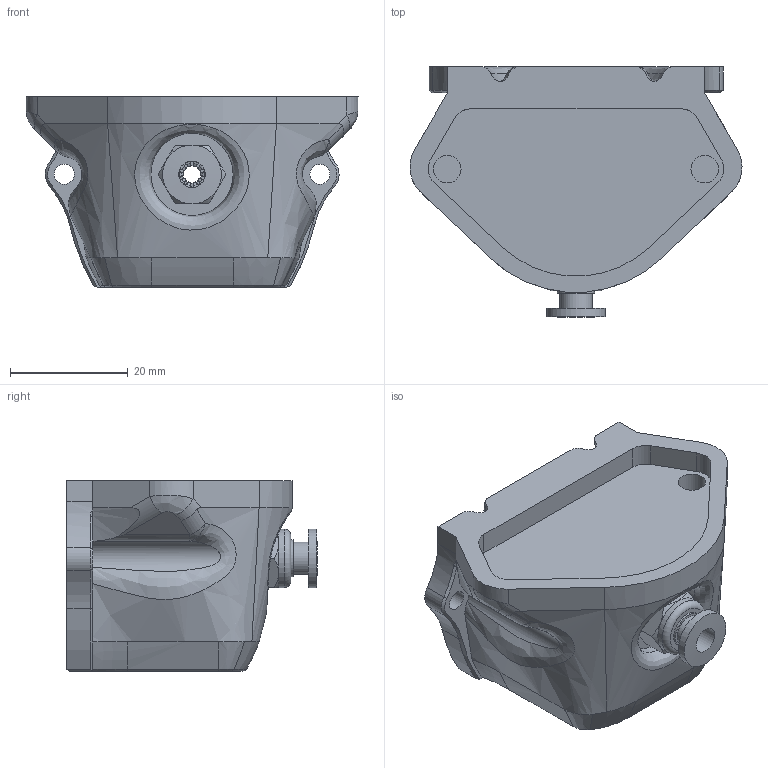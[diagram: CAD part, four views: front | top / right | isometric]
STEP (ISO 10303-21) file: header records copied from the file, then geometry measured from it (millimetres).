
FILE_DESCRIPTION(/* description */ ('STEP AP203'),/* implementation_level */ '2;1');
FILE_NAME(/* name */ '61eb3d3896b8a16d750bbd09',/* time_stamp */ '2022-01-21T23:09:45+00:00',/* author */ (''),/* organization */ (''),/* preprocessor_version */ 'ST-DEVELOPER v18.101',/* originating_system */ ' ',/* authorisation */ ' ');
FILE_SCHEMA (('CONFIG_CONTROL_DESIGN'));
Length unit declared in the file: metre
Products named in the file (8): LED_Bowden_Toolhead; M10-Bowden; logo_led_carrier; rgbw_led_module; logo_led_diffuser
Assembly tree (7 placements, depth 2):
  LED_Bowden_Toolhead
    M10-Bowden
    LED_Bowden_Toolhead
    M10-Bowden
    logo_led_carrier
    M10-Bowden
    rgbw_led_module
    logo_led_diffuser
Bounding box: 56.5 x 42.6 x 32.49 mm (x, y, z)
Volume: 35290.6 mm3; surface area: 13951.2 mm2
Topology: 7 solids, 7 shells, 570 faces, 1582 edges, 1041 vertices
Faces by surface type: plane 334, cylinder 121, bspline 50, cone 39, torus 24, sphere 2
Full cylindrical faces by diameter (mm): 3 x1, 3.4 x2, 3.8 x1, 4.4 x1, 4.5 x3, 4.7 x2, 5.5 x3, 6.3 x1, 8.526 x1, 9.5 x1, 9.947 x1, 10 x1, 14 x1
Entity records: 22891 total; most frequent: CARTESIAN_POINT 8325, ORIENTED_EDGE 3090, DIRECTION 2745, EDGE_CURVE 1545, VERTEX_POINT 1030, AXIS2_PLACEMENT_3D 934, LINE 877, VECTOR 877
